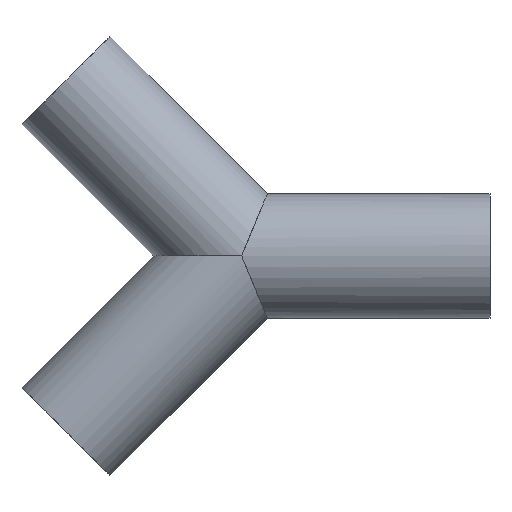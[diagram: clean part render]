
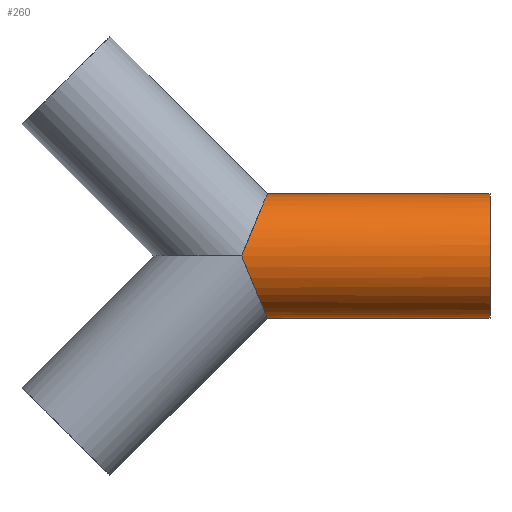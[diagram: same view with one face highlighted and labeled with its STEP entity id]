
A CAD part, top view. The second image highlights one B-rep face of the part: STEP entity #260.
In plain terms, the highlighted cylindrical face has radius 38.1 mm (diameter 76.2 mm), a full revolution.
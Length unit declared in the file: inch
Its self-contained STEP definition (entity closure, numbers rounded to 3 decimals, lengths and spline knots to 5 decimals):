
#36=CYLINDRICAL_SURFACE('',#356,1.5);
#44=LINE('',#513,#56);
#56=VECTOR('',#420,1.5);
#66=ELLIPSE('',#349,1.62359,1.5);
#68=ELLIPSE('',#352,1.62359,1.5);
#69=ELLIPSE('',#353,1.62359,1.5);
#86=FACE_OUTER_BOUND('',#102,.T.);
#102=EDGE_LOOP('',(#198,#199,#200,#201,#202,#203,#204));
#115=CIRCLE('',#344,1.5);
#116=CIRCLE('',#345,1.5);
#123=VERTEX_POINT('',#488);
#124=VERTEX_POINT('',#489);
#128=VERTEX_POINT('',#498);
#129=VERTEX_POINT('',#500);
#131=VERTEX_POINT('',#506);
#145=EDGE_CURVE('',#123,#124,#115,.T.);
#146=EDGE_CURVE('',#124,#123,#116,.T.);
#150=EDGE_CURVE('',#129,#128,#66,.T.);
#153=EDGE_CURVE('',#131,#129,#68,.T.);
#154=EDGE_CURVE('',#128,#131,#69,.T.);
#157=EDGE_CURVE('',#124,#131,#44,.T.);
#198=ORIENTED_EDGE('',*,*,#145,.T.);
#199=ORIENTED_EDGE('',*,*,#157,.T.);
#200=ORIENTED_EDGE('',*,*,#153,.T.);
#201=ORIENTED_EDGE('',*,*,#150,.T.);
#202=ORIENTED_EDGE('',*,*,#154,.T.);
#203=ORIENTED_EDGE('',*,*,#157,.F.);
#204=ORIENTED_EDGE('',*,*,#146,.T.);
#260=ADVANCED_FACE('',(#86),#36,.T.);
#344=AXIS2_PLACEMENT_3D('',#490,#391,#392);
#345=AXIS2_PLACEMENT_3D('',#491,#393,#394);
#349=AXIS2_PLACEMENT_3D('',#501,#402,#403);
#352=AXIS2_PLACEMENT_3D('',#507,#409,#410);
#353=AXIS2_PLACEMENT_3D('',#508,#411,#412);
#356=AXIS2_PLACEMENT_3D('',#512,#418,#419);
#391=DIRECTION('center_axis',(-1.,0.,0.));
#392=DIRECTION('ref_axis',(0.,-1.,0.));
#393=DIRECTION('center_axis',(-1.,0.,0.));
#394=DIRECTION('ref_axis',(0.,-1.,0.));
#402=DIRECTION('center_axis',(0.924,0.383,0.));
#403=DIRECTION('ref_axis',(0.383,-0.924,0.));
#409=DIRECTION('center_axis',(0.924,-0.383,0.));
#410=DIRECTION('ref_axis',(-0.383,-0.924,0.));
#411=DIRECTION('center_axis',(0.924,-0.383,0.));
#412=DIRECTION('ref_axis',(-0.383,-0.924,0.));
#418=DIRECTION('center_axis',(1.,0.,0.));
#419=DIRECTION('ref_axis',(0.,-1.,0.));
#420=DIRECTION('',(-1.,0.,0.));
#488=CARTESIAN_POINT('',(6.,0.,-1.5));
#489=CARTESIAN_POINT('',(6.,1.5,0.));
#490=CARTESIAN_POINT('Origin',(6.,0.,0.));
#491=CARTESIAN_POINT('Origin',(6.,0.,0.));
#498=CARTESIAN_POINT('',(0.,0.,-1.5));
#500=CARTESIAN_POINT('',(0.,0.,1.5));
#501=CARTESIAN_POINT('Origin',(0.,0.,0.));
#506=CARTESIAN_POINT('',(0.62132,1.5,0.));
#507=CARTESIAN_POINT('Origin',(0.,0.,0.));
#508=CARTESIAN_POINT('Origin',(0.,0.,0.));
#512=CARTESIAN_POINT('Origin',(0.,0.,0.));
#513=CARTESIAN_POINT('',(0.,1.5,0.));
